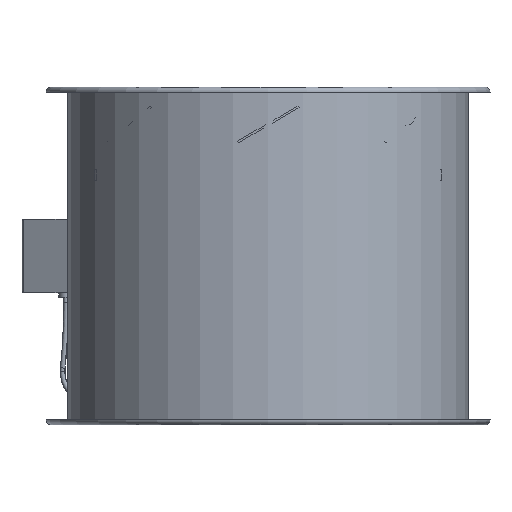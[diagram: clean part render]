
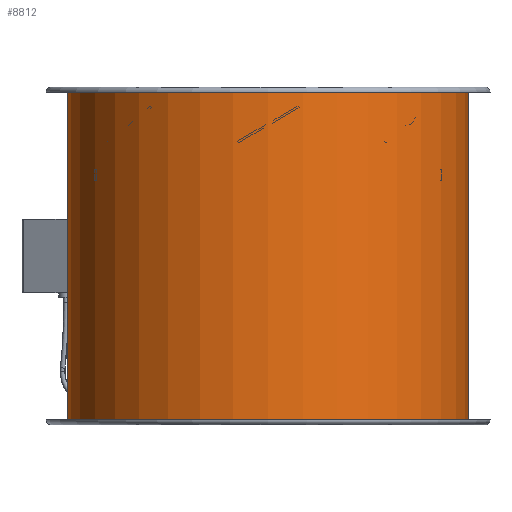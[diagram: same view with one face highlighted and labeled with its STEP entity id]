
A CAD part, front view. The second image highlights one B-rep face of the part: STEP entity #8812.
In plain terms, the highlighted cylindrical face has radius 207.5 mm (diameter 415 mm), a partial arc.
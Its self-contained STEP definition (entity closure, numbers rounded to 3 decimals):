
#4596 = DIRECTION ( 'NONE',  ( 0., 0., 1. ) ) ;
#4597 = VECTOR ( 'NONE', #4596, 1000. ) ;
#4598 = CARTESIAN_POINT ( 'NONE',  ( -207.5, 0., 42.986 ) ) ;
#4599 = LINE ( 'NONE', #4598, #4597 ) ;
#4600 = CARTESIAN_POINT ( 'NONE',  ( -207.5, 0., -345. ) ) ;
#4601 = CARTESIAN_POINT ( 'NONE',  ( 207.5, 0., -345. ) ) ;
#4618 = CARTESIAN_POINT ( 'NONE',  ( 207.5, 0., -5. ) ) ;
#4619 = DIRECTION ( 'NONE',  ( 1., 0., 0. ) ) ;
#4620 = DIRECTION ( 'NONE',  ( 0., 0., 1. ) ) ;
#4621 = CARTESIAN_POINT ( 'NONE',  ( 0., 0., -5. ) ) ;
#4622 = AXIS2_PLACEMENT_3D ( 'NONE', #4621, #4620, #4619 ) ;
#4623 = CIRCLE ( 'NONE', #4622, 207.5 ) ;
#4624 = CARTESIAN_POINT ( 'NONE',  ( -207.5, 0., -5. ) ) ;
#4758 = DIRECTION ( 'NONE',  ( 1., 0., 0. ) ) ;
#4759 = DIRECTION ( 'NONE',  ( 0., 0., 1. ) ) ;
#4760 = CARTESIAN_POINT ( 'NONE',  ( 0., 0., -345. ) ) ;
#4761 = AXIS2_PLACEMENT_3D ( 'NONE', #4760, #4759, #4758 ) ;
#4767 = CIRCLE ( 'NONE', #4761, 207.5 ) ;
#4769 = DIRECTION ( 'NONE',  ( 0., 0., 1. ) ) ;
#4770 = VECTOR ( 'NONE', #4769, 1000. ) ;
#4771 = CARTESIAN_POINT ( 'NONE',  ( 207.5, 0., 42.986 ) ) ;
#4772 = LINE ( 'NONE', #4771, #4770 ) ;
#4971 = DIRECTION ( 'NONE',  ( 1., 0., 0. ) ) ;
#4972 = DIRECTION ( 'NONE',  ( 0., 0., 1. ) ) ;
#4973 = AXIS2_PLACEMENT_3D ( 'NONE', #4976, #4972, #4971 ) ;
#4974 = CYLINDRICAL_SURFACE ( 'NONE', #4973, 207.5 ) ;
#4976 = CARTESIAN_POINT ( 'NONE',  ( 0., 0., 42.986 ) ) ;
#4981 = FACE_OUTER_BOUND ( 'NONE', #8813, .T. ) ;
#8625 = VERTEX_POINT ( 'NONE', #4624 ) ;
#8627 = EDGE_CURVE ( 'NONE', #8625, #8628, #4623, .T. ) ;
#8628 = VERTEX_POINT ( 'NONE', #4618 ) ;
#8635 = VERTEX_POINT ( 'NONE', #4601 ) ;
#8636 = VERTEX_POINT ( 'NONE', #4600 ) ;
#8638 = EDGE_CURVE ( 'NONE', #8636, #8625, #4599, .T. ) ;
#8697 = EDGE_CURVE ( 'NONE', #8635, #8628, #4772, .T. ) ;
#8701 = EDGE_CURVE ( 'NONE', #8636, #8635, #4767, .T. ) ;
#8812 = ADVANCED_FACE ( 'NONE', ( #4981 ), #4974, .T. ) ;
#8813 = EDGE_LOOP ( 'NONE', ( #8814, #8815, #8816, #8817 ) ) ;
#8814 = ORIENTED_EDGE ( 'NONE', *, *, #8638, .F. ) ;
#8815 = ORIENTED_EDGE ( 'NONE', *, *, #8701, .T. ) ;
#8816 = ORIENTED_EDGE ( 'NONE', *, *, #8697, .T. ) ;
#8817 = ORIENTED_EDGE ( 'NONE', *, *, #8627, .F. ) ;
